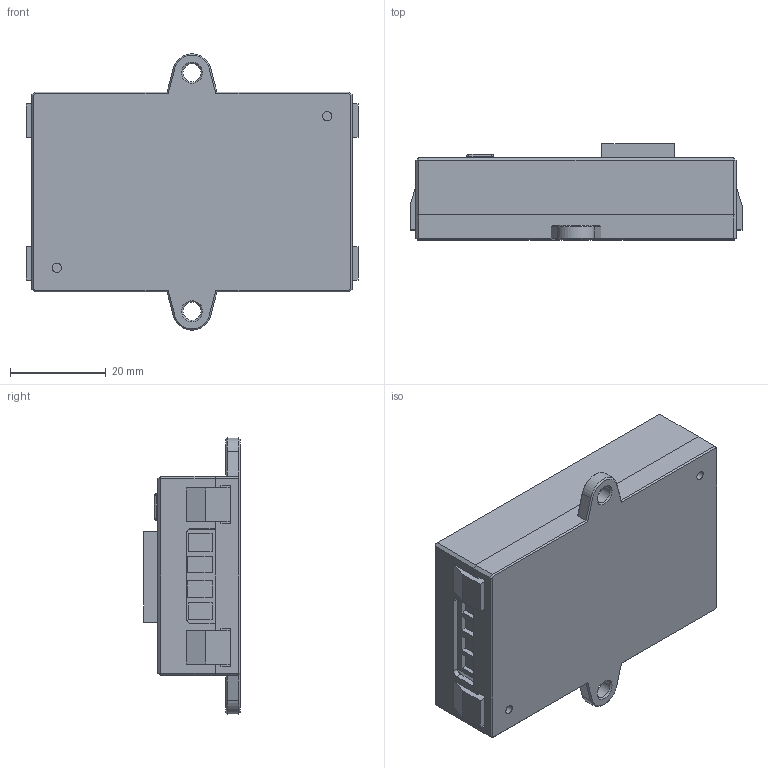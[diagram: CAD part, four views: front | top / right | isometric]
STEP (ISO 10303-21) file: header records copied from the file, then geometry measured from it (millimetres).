
FILE_DESCRIPTION(/* description */ ('Alibre Inc.'),/* implementation_level */ '2;1');
FILE_NAME(/* name */ 'export0',/* time_stamp */ '2022-02-18T14:31:29+01:00',/* author */ (''),/* organization */ (''),/* preprocessor_version */ 'ST-DEVELOPER v14',/* originating_system */ 'Alibre',/* authorisation */ '');
FILE_SCHEMA (('CONFIG_CONTROL_DESIGN'));
Length unit declared in the file: centimetre
Products named in the file (6): ID_1; ID_2; ID_3; ID_4; ID_5; ID_6
Bounding box: 69.4 x 20.1 x 57.77 mm (x, y, z)
Volume: 26052.7 mm3; surface area: 28897.7 mm2
Topology: 5 solids, 5 shells, 798 faces, 2035 edges, 1305 vertices
Faces by surface type: plane 510, bspline 160, cylinder 92, cone 20, sphere 16
Full cylindrical faces by diameter (mm): 1.75 x1, 1.8 x1, 1.9 x2, 2 x12, 2.5 x2, 3 x4, 3.04 x7, 3.4 x4, 3.6 x2, 3.8 x2, 4.15 x1
Entity records: 24560 total; most frequent: CARTESIAN_POINT 6615, ORIENTED_EDGE 3928, DIRECTION 2541, EDGE_CURVE 1964, VECTOR 1370, LINE 1370, VERTEX_POINT 1302, EDGE_LOOP 954
